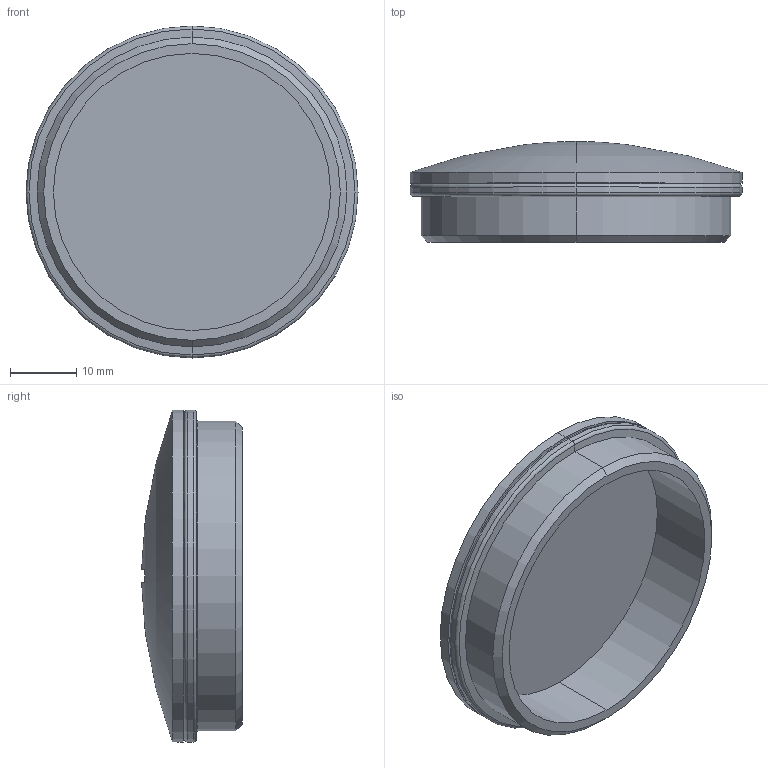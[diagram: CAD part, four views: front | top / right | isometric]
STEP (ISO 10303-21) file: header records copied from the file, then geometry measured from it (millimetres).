
FILE_DESCRIPTION (( 'STEP AP214' ), '1' );
FILE_NAME ('ZP-MC-PLG-36M8.step', '2015-08-12T18:15:04', ( '' ), ( '' ), 'SwSTEP 2.0', 'SolidWorks 2014', '' );
FILE_SCHEMA (( 'AUTOMOTIVE_DESIGN' ));
Length unit declared in the file: millimetre
Products named in the file (1): ZP-MC-PLG-36M8
Bounding box: 50.15 x 15.23 x 50.15 mm (x, y, z)
Volume: 9569.6 mm3; surface area: 7300.8 mm2
Topology: 1 solids, 1 shells, 26 faces, 52 edges, 30 vertices
Faces by surface type: cylinder 9, cone 6, torus 6, plane 5
Entity records: 886 total; most frequent: CARTESIAN_POINT 143, DIRECTION 132, ORIENTED_EDGE 104, AXIS2_PLACEMENT_3D 59, EDGE_CURVE 52, CIRCLE 32, VERTEX_POINT 30, EDGE_LOOP 28
